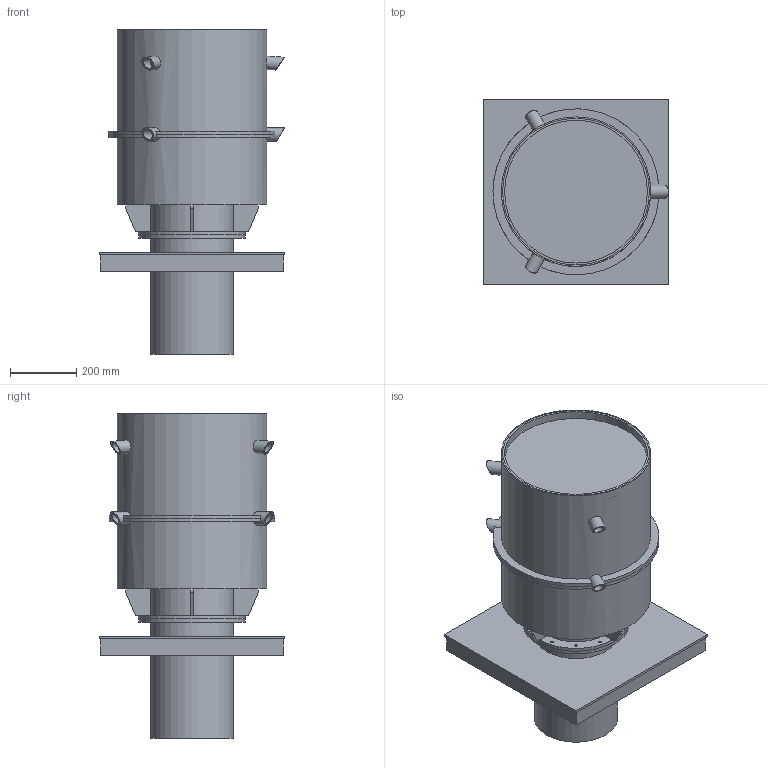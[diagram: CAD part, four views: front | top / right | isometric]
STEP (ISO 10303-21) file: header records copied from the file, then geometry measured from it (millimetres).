
FILE_DESCRIPTION(/* description */ ('VRV160 mit Montageplatte'),/* implementation_level */ '2;1');
FILE_NAME(/* name */ 'VRV160_MPL_model.stp',/* time_stamp */ '2021-07-22T15:19:39+02:00',/* author */ ('Rissler'),/* organization */ ('Mietzsch GmbH Lufttechnik Dresden'),/* preprocessor_version */ 'ST-DEVELOPER v18.1',/* originating_system */ 'Autodesk Inventor 2020',/* authorisation */ '');
FILE_SCHEMA (('AUTOMOTIVE_DESIGN { 1 0 10303 214 3 1 1 }'));
Length unit declared in the file: millimetre
Products named in the file (1): VRV_iL_CSV
Bounding box: 560 x 560 x 978 mm (x, y, z)
Volume: 9958460.1 mm3; surface area: 4010515.9 mm2
Topology: 16 solids, 16 shells, 160 faces, 394 edges, 270 vertices
Faces by surface type: plane 81, cylinder 79
Full cylindrical faces by diameter (mm): 7 x24, 30 x9, 40 x9, 242 x1, 244 x1, 250 x5, 320 x2, 430 x1, 442 x2, 450 x1
Entity records: 5742 total; most frequent: CARTESIAN_POINT 1648, DIRECTION 817, ORIENTED_EDGE 794, EDGE_CURVE 397, AXIS2_PLACEMENT_3D 311, VERTEX_POINT 270, EDGE_LOOP 243, LINE 195
